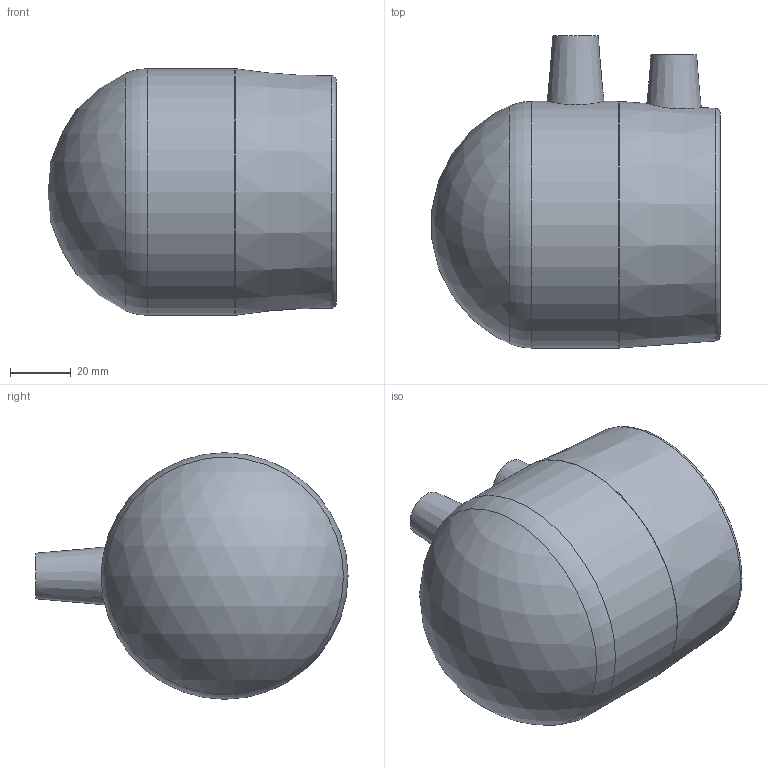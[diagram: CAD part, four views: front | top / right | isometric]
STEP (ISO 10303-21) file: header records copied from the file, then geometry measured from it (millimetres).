
FILE_DESCRIPTION(/* description */ ('PLASSON END CAP MONOLITHIC 63'),/* implementation_level */ '2;1');
FILE_NAME(/* name */ '494204063.ipt.stp',/* time_stamp */ '2017-11-06T09:17:10+02:00',/* author */ ('Кирилл'),/* organization */ (''),/* preprocessor_version */ 'ST-DEVELOPER v15.6',/* originating_system */ 'Autodesk Inventor 2015',/* authorisation */ '');
FILE_SCHEMA (('AUTOMOTIVE_DESIGN { 1 0 10303 214 3 1 1 }'));
Length unit declared in the file: millimetre
Products named in the file (1): 494204063
Bounding box: 94.71 x 102.5 x 81 mm (x, y, z)
Volume: 182971.8 mm3; surface area: 46254.2 mm2
Topology: 1 solids, 1 shells, 45 faces, 99 edges, 62 vertices
Faces by surface type: plane 24, torus 8, cylinder 7, cone 4, sphere 2
Full cylindrical faces by diameter (mm): 4 x2, 10 x2, 63 x2, 81 x1
Entity records: 1220 total; most frequent: CARTESIAN_POINT 298, DIRECTION 202, ORIENTED_EDGE 150, AXIS2_PLACEMENT_3D 91, EDGE_CURVE 75, EDGE_LOOP 68, VERTEX_POINT 55, FACE_OUTER_BOUND 45
